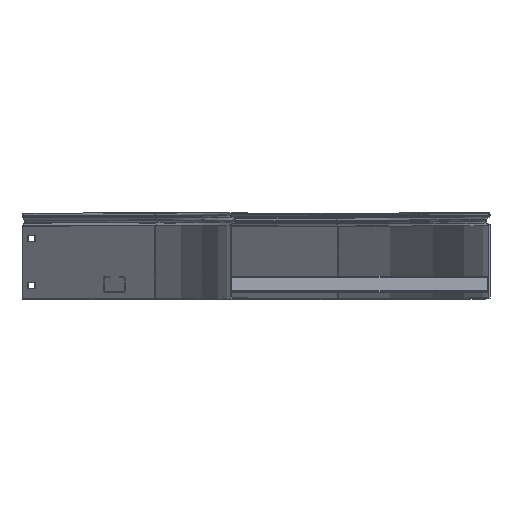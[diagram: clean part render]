
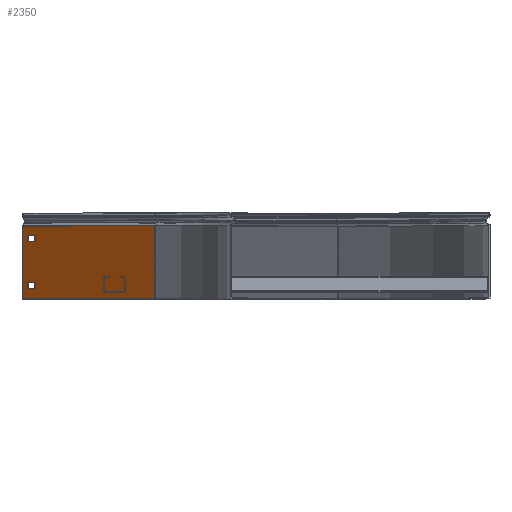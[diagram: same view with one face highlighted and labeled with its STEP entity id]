
A CAD part, top view. The second image highlights one B-rep face of the part: STEP entity #2350.
In plain terms, the highlighted planar face has unit normal (-0.707, 0, 0.707).
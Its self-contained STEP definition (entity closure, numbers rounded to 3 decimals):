
#76 = EDGE_CURVE ( 'NONE', #2273, #5671, #4632, .T. ) ;
#165 = CARTESIAN_POINT ( 'NONE',  ( 65.054, 19.5, -359.21 ) ) ;
#365 = LINE ( 'NONE', #165, #7541 ) ;
#448 = VERTEX_POINT ( 'NONE', #3326 ) ;
#546 = CARTESIAN_POINT ( 'NONE',  ( 65.054, 19.5, -359.21 ) ) ;
#564 = LINE ( 'NONE', #5946, #5386 ) ;
#580 = LINE ( 'NONE', #699, #5777 ) ;
#611 = CARTESIAN_POINT ( 'NONE',  ( 65.054, 12.5, -359.21 ) ) ;
#622 = LINE ( 'NONE', #3751, #4203 ) ;
#637 = VECTOR ( 'NONE', #714, 1000. ) ;
#676 = CARTESIAN_POINT ( 'NONE',  ( 65.054, 74.5, -359.21 ) ) ;
#699 = CARTESIAN_POINT ( 'NONE',  ( 65.054, 12.5, -359.21 ) ) ;
#714 = DIRECTION ( 'NONE',  ( 0., 1., 0. ) ) ;
#864 = CARTESIAN_POINT ( 'NONE',  ( 65.054, 74.5, -359.21 ) ) ;
#897 = DIRECTION ( 'NONE',  ( 0.707, 0., 0.707 ) ) ;
#919 = DIRECTION ( 'NONE',  ( 0., -1., 0. ) ) ;
#922 = EDGE_LOOP ( 'NONE', ( #3596, #7802, #1047, #3521 ) ) ;
#942 = ORIENTED_EDGE ( 'NONE', *, *, #2803, .F. ) ;
#1012 = CARTESIAN_POINT ( 'NONE',  ( 73.539, 74.5, -350.725 ) ) ;
#1029 = FACE_OUTER_BOUND ( 'NONE', #4562, .T. ) ;
#1047 = ORIENTED_EDGE ( 'NONE', *, *, #3671, .F. ) ;
#1048 = VECTOR ( 'NONE', #1432, 1000. ) ;
#1059 = VERTEX_POINT ( 'NONE', #7156 ) ;
#1326 = VERTEX_POINT ( 'NONE', #2311 ) ;
#1425 = VERTEX_POINT ( 'NONE', #4742 ) ;
#1432 = DIRECTION ( 'NONE',  ( 0.707, 0., 0.707 ) ) ;
#1511 = LINE ( 'NONE', #676, #7551 ) ;
#1523 = EDGE_CURVE ( 'NONE', #6120, #6268, #1511, .T. ) ;
#1538 = EDGE_LOOP ( 'NONE', ( #2765, #4639, #942, #3078 ) ) ;
#1716 = CARTESIAN_POINT ( 'NONE',  ( 58.69, 84.499, -365.574 ) ) ;
#1772 = DIRECTION ( 'NONE',  ( 0., 1., 0. ) ) ;
#1792 = VECTOR ( 'NONE', #897, 1000. ) ;
#1837 = DIRECTION ( 'NONE',  ( 0., -1., 0. ) ) ;
#2151 = FACE_BOUND ( 'NONE', #922, .T. ) ;
#2168 = LINE ( 'NONE', #3390, #6626 ) ;
#2253 = EDGE_CURVE ( 'NONE', #5626, #2273, #365, .T. ) ;
#2273 = VERTEX_POINT ( 'NONE', #5664 ) ;
#2310 = ORIENTED_EDGE ( 'NONE', *, *, #6491, .T. ) ;
#2311 = CARTESIAN_POINT ( 'NONE',  ( 212.132, 0., -212.132 ) ) ;
#2321 = VECTOR ( 'NONE', #919, 1000. ) ;
#2350 = ADVANCED_FACE ( 'NONE', ( #2151, #2525, #1029 ), #3260, .T. ) ;
#2468 = CARTESIAN_POINT ( 'NONE',  ( 212.132, 85.525, -212.132 ) ) ;
#2525 = FACE_BOUND ( 'NONE', #1538, .T. ) ;
#2586 = ORIENTED_EDGE ( 'NONE', *, *, #3226, .F. ) ;
#2640 = DIRECTION ( 'NONE',  ( 0.707, 0., 0.707 ) ) ;
#2765 = ORIENTED_EDGE ( 'NONE', *, *, #3516, .F. ) ;
#2803 = EDGE_CURVE ( 'NONE', #7016, #6120, #3264, .T. ) ;
#2817 = DIRECTION ( 'NONE',  ( 0., 1., 0. ) ) ;
#2890 = DIRECTION ( 'NONE',  ( 0., 1., 0. ) ) ;
#3047 = ORIENTED_EDGE ( 'NONE', *, *, #7731, .F. ) ;
#3078 = ORIENTED_EDGE ( 'NONE', *, *, #7456, .F. ) ;
#3097 = CARTESIAN_POINT ( 'NONE',  ( 65.054, 74.5, -359.21 ) ) ;
#3226 = EDGE_CURVE ( 'NONE', #448, #5502, #6694, .T. ) ;
#3257 = VECTOR ( 'NONE', #4285, 1000. ) ;
#3260 = PLANE ( 'NONE',  #6060 ) ;
#3264 = LINE ( 'NONE', #4977, #637 ) ;
#3321 = EDGE_CURVE ( 'NONE', #6064, #6622, #622, .T. ) ;
#3326 = CARTESIAN_POINT ( 'NONE',  ( 58.69, 85.525, -365.574 ) ) ;
#3390 = CARTESIAN_POINT ( 'NONE',  ( 212.132, 2.2, -212.132 ) ) ;
#3516 = EDGE_CURVE ( 'NONE', #6268, #1425, #7611, .T. ) ;
#3521 = ORIENTED_EDGE ( 'NONE', *, *, #7357, .F. ) ;
#3531 = VECTOR ( 'NONE', #1772, 1000. ) ;
#3596 = ORIENTED_EDGE ( 'NONE', *, *, #76, .F. ) ;
#3626 = CARTESIAN_POINT ( 'NONE',  ( 58.69, 2.2, -365.574 ) ) ;
#3671 = EDGE_CURVE ( 'NONE', #3726, #5626, #7707, .T. ) ;
#3679 = VECTOR ( 'NONE', #5304, 1000. ) ;
#3726 = VERTEX_POINT ( 'NONE', #4141 ) ;
#3751 = CARTESIAN_POINT ( 'NONE',  ( 58.69, 2.2, -365.574 ) ) ;
#3850 = CARTESIAN_POINT ( 'NONE',  ( 212.132, 2.2, -212.132 ) ) ;
#4001 = LINE ( 'NONE', #3626, #4386 ) ;
#4141 = CARTESIAN_POINT ( 'NONE',  ( 73.539, 12.5, -350.725 ) ) ;
#4199 = ORIENTED_EDGE ( 'NONE', *, *, #4547, .T. ) ;
#4203 = VECTOR ( 'NONE', #6208, 1000. ) ;
#4277 = ORIENTED_EDGE ( 'NONE', *, *, #3321, .F. ) ;
#4285 = DIRECTION ( 'NONE',  ( 0.707, 0., 0.707 ) ) ;
#4351 = ORIENTED_EDGE ( 'NONE', *, *, #6596, .T. ) ;
#4386 = VECTOR ( 'NONE', #1837, 1000. ) ;
#4441 = CARTESIAN_POINT ( 'NONE',  ( 73.539, 67.5, -350.725 ) ) ;
#4500 = CARTESIAN_POINT ( 'NONE',  ( 480.632, 0., 56.368 ) ) ;
#4547 = EDGE_CURVE ( 'NONE', #6064, #1059, #4001, .T. ) ;
#4562 = EDGE_LOOP ( 'NONE', ( #4351, #2586, #3047, #4277, #4199, #2310 ) ) ;
#4573 = CARTESIAN_POINT ( 'NONE',  ( 212.132, 85.525, -212.132 ) ) ;
#4632 = LINE ( 'NONE', #546, #3679 ) ;
#4639 = ORIENTED_EDGE ( 'NONE', *, *, #1523, .F. ) ;
#4742 = CARTESIAN_POINT ( 'NONE',  ( 65.054, 67.5, -359.21 ) ) ;
#4889 = DIRECTION ( 'NONE',  ( -0.707, 0., -0.707 ) ) ;
#4977 = CARTESIAN_POINT ( 'NONE',  ( 73.539, 74.5, -350.725 ) ) ;
#5304 = DIRECTION ( 'NONE',  ( 0., -1., 0. ) ) ;
#5386 = VECTOR ( 'NONE', #2890, 1000. ) ;
#5502 = VERTEX_POINT ( 'NONE', #4573 ) ;
#5626 = VERTEX_POINT ( 'NONE', #5953 ) ;
#5664 = CARTESIAN_POINT ( 'NONE',  ( 65.054, 19.5, -359.21 ) ) ;
#5671 = VERTEX_POINT ( 'NONE', #611 ) ;
#5777 = VECTOR ( 'NONE', #7256, 1000. ) ;
#5946 = CARTESIAN_POINT ( 'NONE',  ( 58.69, 2.2, -365.574 ) ) ;
#5953 = CARTESIAN_POINT ( 'NONE',  ( 73.539, 19.5, -350.725 ) ) ;
#6060 = AXIS2_PLACEMENT_3D ( 'NONE', #3850, #7524, #2640 ) ;
#6064 = VERTEX_POINT ( 'NONE', #6553 ) ;
#6116 = DIRECTION ( 'NONE',  ( -0.707, 0., -0.707 ) ) ;
#6120 = VERTEX_POINT ( 'NONE', #1012 ) ;
#6208 = DIRECTION ( 'NONE',  ( 0., 1., 0. ) ) ;
#6268 = VERTEX_POINT ( 'NONE', #3097 ) ;
#6491 = EDGE_CURVE ( 'NONE', #1059, #1326, #7454, .T. ) ;
#6553 = CARTESIAN_POINT ( 'NONE',  ( 58.69, 2.2, -365.574 ) ) ;
#6596 = EDGE_CURVE ( 'NONE', #1326, #5502, #2168, .T. ) ;
#6622 = VERTEX_POINT ( 'NONE', #1716 ) ;
#6626 = VECTOR ( 'NONE', #2817, 1000. ) ;
#6694 = LINE ( 'NONE', #2468, #3257 ) ;
#6852 = CARTESIAN_POINT ( 'NONE',  ( 65.054, 67.5, -359.21 ) ) ;
#7016 = VERTEX_POINT ( 'NONE', #4441 ) ;
#7156 = CARTESIAN_POINT ( 'NONE',  ( 58.69, 0., -365.574 ) ) ;
#7174 = LINE ( 'NONE', #6852, #1048 ) ;
#7256 = DIRECTION ( 'NONE',  ( 0.707, 0., 0.707 ) ) ;
#7357 = EDGE_CURVE ( 'NONE', #5671, #3726, #580, .T. ) ;
#7454 = LINE ( 'NONE', #4500, #1792 ) ;
#7456 = EDGE_CURVE ( 'NONE', #1425, #7016, #7174, .T. ) ;
#7524 = DIRECTION ( 'NONE',  ( -0.707, 0., 0.707 ) ) ;
#7541 = VECTOR ( 'NONE', #6116, 1000. ) ;
#7551 = VECTOR ( 'NONE', #4889, 1000. ) ;
#7611 = LINE ( 'NONE', #864, #2321 ) ;
#7707 = LINE ( 'NONE', #7822, #3531 ) ;
#7731 = EDGE_CURVE ( 'NONE', #6622, #448, #564, .T. ) ;
#7802 = ORIENTED_EDGE ( 'NONE', *, *, #2253, .F. ) ;
#7822 = CARTESIAN_POINT ( 'NONE',  ( 73.539, 19.5, -350.725 ) ) ;
